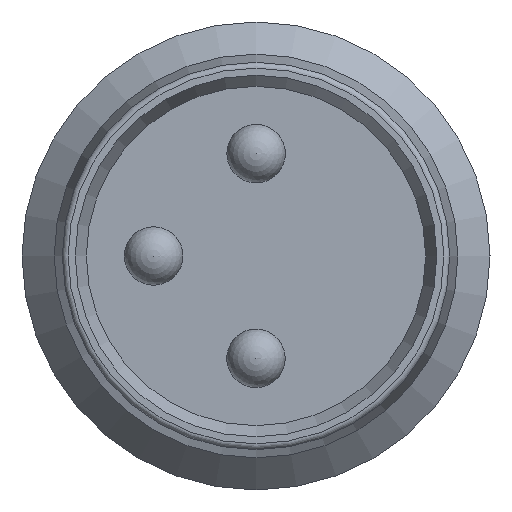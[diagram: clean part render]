
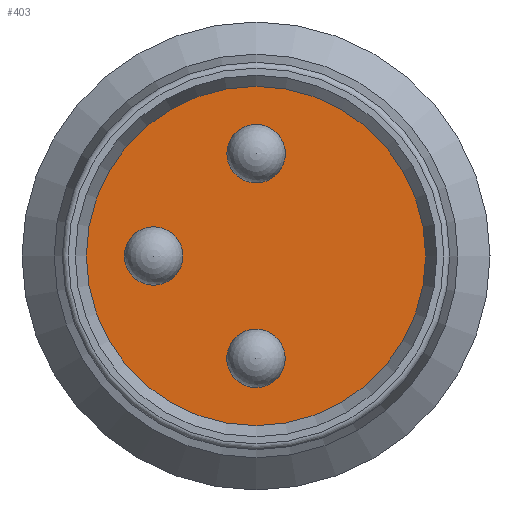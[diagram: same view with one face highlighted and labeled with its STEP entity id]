
A CAD part, left-side view. The second image highlights one B-rep face of the part: STEP entity #403.
In plain terms, the highlighted planar face has unit normal (-1, 0, 0).
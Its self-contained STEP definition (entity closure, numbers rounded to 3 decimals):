
#20=PLANE('',#464);
#58=FACE_BOUND('',#174,.T.);
#59=FACE_BOUND('',#175,.T.);
#60=FACE_BOUND('',#176,.T.);
#61=FACE_BOUND('',#177,.T.);
#174=EDGE_LOOP('',(#346));
#175=EDGE_LOOP('',(#347));
#176=EDGE_LOOP('',(#348));
#177=EDGE_LOOP('',(#349));
#204=CIRCLE('',#421,0.5);
#206=CIRCLE('',#425,0.5);
#208=CIRCLE('',#429,0.5);
#223=CIRCLE('',#463,2.9);
#232=VERTEX_POINT('',#620);
#234=VERTEX_POINT('',#626);
#236=VERTEX_POINT('',#632);
#256=VERTEX_POINT('',#859);
#268=EDGE_CURVE('',#232,#232,#204,.T.);
#270=EDGE_CURVE('',#234,#234,#206,.T.);
#272=EDGE_CURVE('',#236,#236,#208,.T.);
#292=EDGE_CURVE('',#256,#256,#223,.T.);
#346=ORIENTED_EDGE('',*,*,#270,.T.);
#347=ORIENTED_EDGE('',*,*,#272,.T.);
#348=ORIENTED_EDGE('',*,*,#268,.T.);
#349=ORIENTED_EDGE('',*,*,#292,.F.);
#403=ADVANCED_FACE('',(#58,#59,#60,#61),#20,.F.);
#421=AXIS2_PLACEMENT_3D('',#621,#491,#492);
#425=AXIS2_PLACEMENT_3D('',#627,#499,#500);
#429=AXIS2_PLACEMENT_3D('',#633,#507,#508);
#463=AXIS2_PLACEMENT_3D('',#860,#575,#576);
#464=AXIS2_PLACEMENT_3D('',#861,#577,#578);
#491=DIRECTION('center_axis',(1.,0.,0.));
#492=DIRECTION('ref_axis',(0.,0.,-1.));
#499=DIRECTION('center_axis',(1.,0.,0.));
#500=DIRECTION('ref_axis',(0.,0.,-1.));
#507=DIRECTION('center_axis',(1.,0.,0.));
#508=DIRECTION('ref_axis',(0.,0.,-1.));
#575=DIRECTION('center_axis',(1.,0.,0.));
#576=DIRECTION('ref_axis',(0.,0.,-1.));
#577=DIRECTION('center_axis',(1.,0.,0.));
#578=DIRECTION('ref_axis',(0.,0.,-1.));
#620=CARTESIAN_POINT('',(5.05,-0.002,2.25));
#621=CARTESIAN_POINT('Origin',(5.05,-0.002,1.75));
#626=CARTESIAN_POINT('',(5.05,0.001,-1.25));
#627=CARTESIAN_POINT('Origin',(5.05,0.001,-1.75));
#632=CARTESIAN_POINT('',(5.05,1.75,0.5));
#633=CARTESIAN_POINT('Origin',(5.05,1.75,0.));
#859=CARTESIAN_POINT('',(5.05,0.,-2.9));
#860=CARTESIAN_POINT('Origin',(5.05,0.,0.));
#861=CARTESIAN_POINT('Origin',(5.05,0.,0.));
